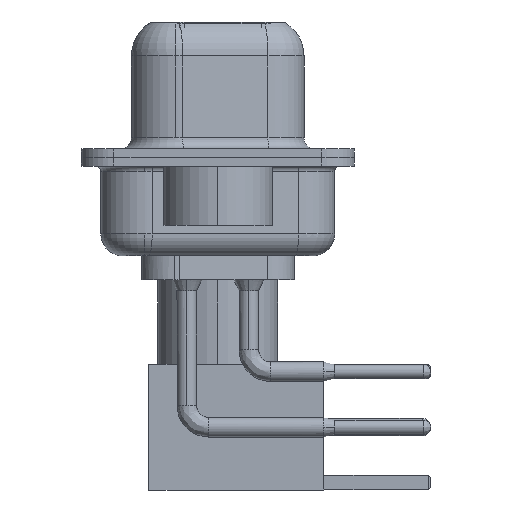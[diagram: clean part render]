
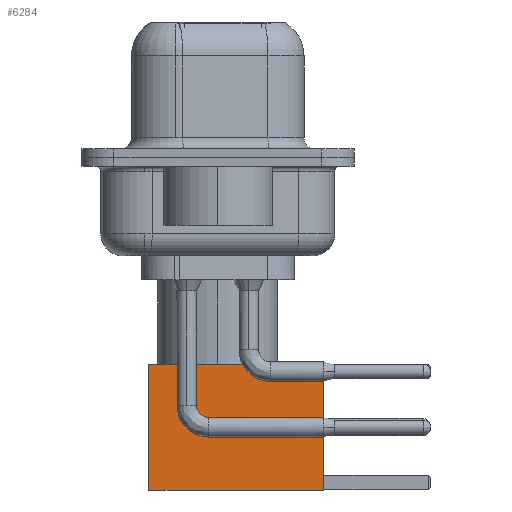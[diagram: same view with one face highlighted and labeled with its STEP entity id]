
A CAD part, left-side view. The second image highlights one B-rep face of the part: STEP entity #6284.
In plain terms, the highlighted face is planar.
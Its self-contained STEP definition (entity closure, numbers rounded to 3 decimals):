
#677 = VERTEX_POINT ( 'NONE', #4584 ) ;
#1139 = CARTESIAN_POINT ( 'NONE',  ( 2.875, 2.875, 0. ) ) ;
#1551 = VECTOR ( 'NONE', #9158, 1000. ) ;
#4015 = VERTEX_POINT ( 'NONE', #6613 ) ;
#4320 = EDGE_CURVE ( 'NONE', #677, #4015, #14961, .T. ) ;
#4584 = CARTESIAN_POINT ( 'NONE',  ( 2.875, 2.875, 8. ) ) ;
#5432 = LINE ( 'NONE', #9044, #1551 ) ;
#5434 = VECTOR ( 'NONE', #19454, 1000. ) ;
#6121 = DIRECTION ( 'NONE',  ( 0., 0., -1. ) ) ;
#6284 = ADVANCED_FACE ( 'NONE', ( #19770 ), #18025, .T. ) ;
#6363 = ORIENTED_EDGE ( 'NONE', *, *, #18250, .F. ) ;
#6497 = VERTEX_POINT ( 'NONE', #13059 ) ;
#6613 = CARTESIAN_POINT ( 'NONE',  ( 2.875, 2.875, 0. ) ) ;
#7074 = AXIS2_PLACEMENT_3D ( 'NONE', #14220, #14329, #17911 ) ;
#7147 = CARTESIAN_POINT ( 'NONE',  ( 0., 2.875, 0. ) ) ;
#9044 = CARTESIAN_POINT ( 'NONE',  ( 0., 2.875, 8. ) ) ;
#9063 = DIRECTION ( 'NONE',  ( 0., 0., -1. ) ) ;
#9158 = DIRECTION ( 'NONE',  ( -1., 0., 0. ) ) ;
#9349 = LINE ( 'NONE', #7147, #5434 ) ;
#9404 = LINE ( 'NONE', #21731, #14320 ) ;
#10408 = EDGE_LOOP ( 'NONE', ( #20404, #18370, #6363, #22813 ) ) ;
#12715 = EDGE_CURVE ( 'NONE', #677, #14972, #5432, .T. ) ;
#13059 = CARTESIAN_POINT ( 'NONE',  ( -2.875, 2.875, 0. ) ) ;
#14220 = CARTESIAN_POINT ( 'NONE',  ( 2.875, 2.875, 0. ) ) ;
#14320 = VECTOR ( 'NONE', #9063, 1000. ) ;
#14329 = DIRECTION ( 'NONE',  ( 0., 1., 0. ) ) ;
#14961 = LINE ( 'NONE', #1139, #21850 ) ;
#14972 = VERTEX_POINT ( 'NONE', #15461 ) ;
#15461 = CARTESIAN_POINT ( 'NONE',  ( -2.875, 2.875, 8. ) ) ;
#17911 = DIRECTION ( 'NONE',  ( 0., 0., 1. ) ) ;
#18025 = PLANE ( 'NONE',  #7074 ) ;
#18250 = EDGE_CURVE ( 'NONE', #14972, #6497, #9404, .T. ) ;
#18370 = ORIENTED_EDGE ( 'NONE', *, *, #20947, .T. ) ;
#19454 = DIRECTION ( 'NONE',  ( -1., 0., 0. ) ) ;
#19770 = FACE_OUTER_BOUND ( 'NONE', #10408, .T. ) ;
#20404 = ORIENTED_EDGE ( 'NONE', *, *, #4320, .T. ) ;
#20947 = EDGE_CURVE ( 'NONE', #4015, #6497, #9349, .T. ) ;
#21731 = CARTESIAN_POINT ( 'NONE',  ( -2.875, 2.875, 0. ) ) ;
#21850 = VECTOR ( 'NONE', #6121, 1000. ) ;
#22813 = ORIENTED_EDGE ( 'NONE', *, *, #12715, .F. ) ;
